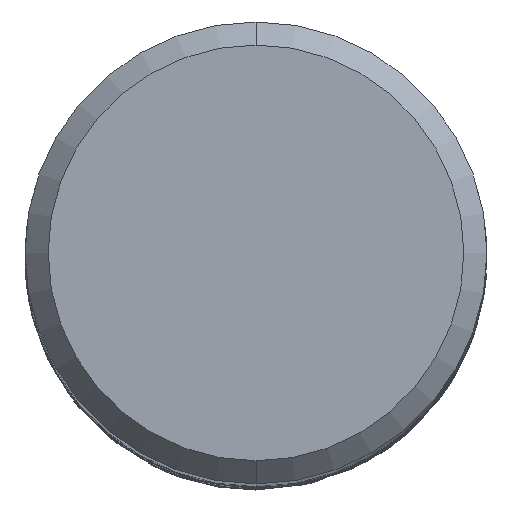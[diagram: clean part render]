
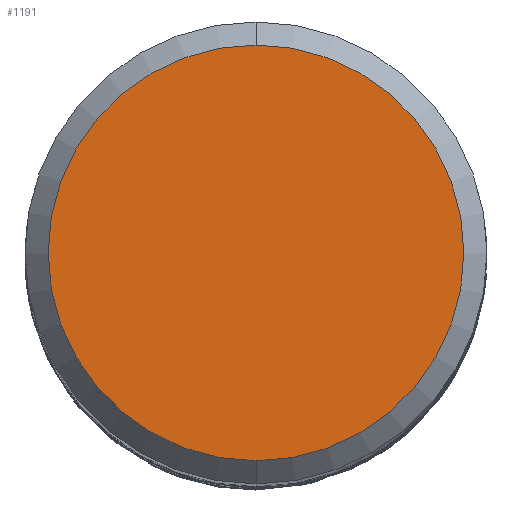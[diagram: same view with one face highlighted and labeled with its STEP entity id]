
A CAD part, top view. The second image highlights one B-rep face of the part: STEP entity #1191.
In plain terms, the highlighted planar face has unit normal (0, 0, 1).
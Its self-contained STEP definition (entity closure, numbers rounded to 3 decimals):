
#1191=ADVANCED_FACE('',(#3305),#3306,.T.);
#1383=VERTEX_POINT('',#3517);
#1665=EDGE_CURVE('',#1383,#2757,#3823,.T.);
#2545=EDGE_CURVE('',#2757,#1383,#4777,.T.);
#2757=VERTEX_POINT('',#5011);
#3305=FACE_OUTER_BOUND('',#6537,.T.);
#3306=PLANE('',#6538);
#3517=CARTESIAN_POINT('',(0.0,7.2,0.0));
#3823=CIRCLE('',#14528,7.2);
#4777=CIRCLE('',#25688,7.2);
#5011=CARTESIAN_POINT('',(0.,-7.2,0.0));
#6537=EDGE_LOOP('',(#35290,#35291));
#6538=AXIS2_PLACEMENT_3D('',#35292,#35293,#35294);
#14528=AXIS2_PLACEMENT_3D('',#35802,#35803,#35804);
#25688=AXIS2_PLACEMENT_3D('',#36842,#36843,#36844);
#35290=ORIENTED_EDGE('',*,*,#1665,.F.);
#35291=ORIENTED_EDGE('',*,*,#2545,.F.);
#35292=CARTESIAN_POINT('',(0.0,3.6,0.0));
#35293=DIRECTION('',(-0.0,0.0,1.0));
#35294=DIRECTION('',(0.0,-1.0,0.0));
#35802=CARTESIAN_POINT('',(0.0,0.0,0.0));
#35803=DIRECTION('',(0.0,0.0,-1.0));
#35804=DIRECTION('',(0.0,1.0,0.0));
#36842=CARTESIAN_POINT('',(0.0,0.0,0.0));
#36843=DIRECTION('',(0.0,0.0,-1.0));
#36844=DIRECTION('',(0.0,1.0,0.0));
